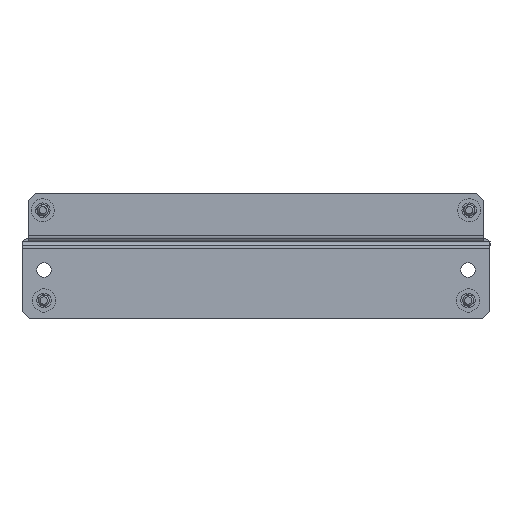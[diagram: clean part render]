
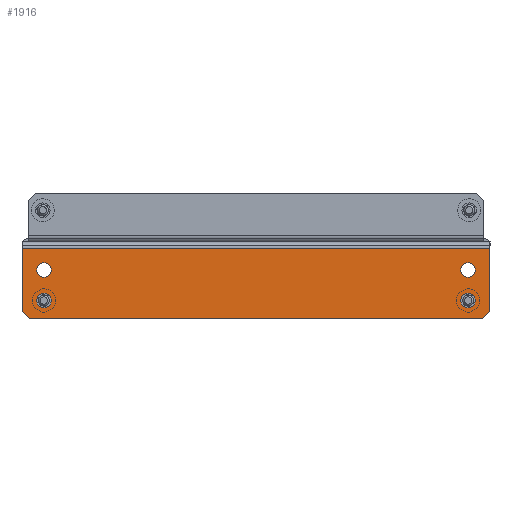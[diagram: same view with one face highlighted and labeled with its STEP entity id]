
A CAD part, left-side view. The second image highlights one B-rep face of the part: STEP entity #1916.
In plain terms, the highlighted face is planar.
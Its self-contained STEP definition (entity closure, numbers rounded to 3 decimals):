
#110 = CARTESIAN_POINT ( 'NONE',  ( -13.25, -1.5, -96. ) ) ;
#203 = EDGE_CURVE ( 'NONE', #7796, #219, #4326, .T. ) ;
#219 = VERTEX_POINT ( 'NONE', #7005 ) ;
#336 = EDGE_LOOP ( 'NONE', ( #5520, #8267 ) ) ;
#360 = CARTESIAN_POINT ( 'NONE',  ( 5.25, -1.5, -87. ) ) ;
#490 = FACE_BOUND ( 'NONE', #6178, .T. ) ;
#496 = VERTEX_POINT ( 'NONE', #360 ) ;
#555 = EDGE_CURVE ( 'NONE', #3882, #6311, #6100, .T. ) ;
#610 = EDGE_CURVE ( 'NONE', #4545, #4573, #2888, .T. ) ;
#634 = CIRCLE ( 'NONE', #3460, 3. ) ;
#657 = CARTESIAN_POINT ( 'NONE',  ( -1.25, -1.5, -87. ) ) ;
#822 = DIRECTION ( 'NONE',  ( 0.707, 0., 0.707 ) ) ;
#970 = VECTOR ( 'NONE', #8512, 1000. ) ;
#1098 = EDGE_CURVE ( 'NONE', #1504, #5985, #5110, .T. ) ;
#1108 = AXIS2_PLACEMENT_3D ( 'NONE', #2839, #6348, #2787 ) ;
#1298 = CIRCLE ( 'NONE', #5173, 3. ) ;
#1464 = LINE ( 'NONE', #2817, #6507 ) ;
#1504 = VERTEX_POINT ( 'NONE', #4842 ) ;
#1720 = DIRECTION ( 'NONE',  ( 0., -1., 0. ) ) ;
#1757 = CARTESIAN_POINT ( 'NONE',  ( -13.25, -1.5, 96. ) ) ;
#1916 = ADVANCED_FACE ( 'NONE', ( #490, #6137, #3337, #1917, #6315 ), #9180, .F. ) ;
#1917 = FACE_BOUND ( 'NONE', #9071, .T. ) ;
#2053 = AXIS2_PLACEMENT_3D ( 'NONE', #7767, #9215, #6968 ) ;
#2195 = CARTESIAN_POINT ( 'NONE',  ( -4.25, -1.5, -87. ) ) ;
#2259 = DIRECTION ( 'NONE',  ( 0., 1., 0. ) ) ;
#2273 = CARTESIAN_POINT ( 'NONE',  ( 15.75, -1.5, 93. ) ) ;
#2416 = ORIENTED_EDGE ( 'NONE', *, *, #7734, .T. ) ;
#2460 = ORIENTED_EDGE ( 'NONE', *, *, #6299, .F. ) ;
#2566 = DIRECTION ( 'NONE',  ( -1., 0., 0. ) ) ;
#2629 = CARTESIAN_POINT ( 'NONE',  ( 5.25, -1.5, 87. ) ) ;
#2636 = VECTOR ( 'NONE', #822, 1000. ) ;
#2649 = CIRCLE ( 'NONE', #8185, 3. ) ;
#2711 = ORIENTED_EDGE ( 'NONE', *, *, #555, .F. ) ;
#2752 = CARTESIAN_POINT ( 'NONE',  ( -15.75, -1.5, 96. ) ) ;
#2758 = DIRECTION ( 'NONE',  ( -1., 0., 0. ) ) ;
#2787 = DIRECTION ( 'NONE',  ( -1., 0., 0. ) ) ;
#2793 = ORIENTED_EDGE ( 'NONE', *, *, #8460, .T. ) ;
#2817 = CARTESIAN_POINT ( 'NONE',  ( 15.75, -1.5, 96. ) ) ;
#2839 = CARTESIAN_POINT ( 'NONE',  ( -4.25, -1.5, -87. ) ) ;
#2869 = ORIENTED_EDGE ( 'NONE', *, *, #5111, .T. ) ;
#2888 = CIRCLE ( 'NONE', #3634, 3. ) ;
#2980 = DIRECTION ( 'NONE',  ( -1., 0., 0. ) ) ;
#3084 = EDGE_LOOP ( 'NONE', ( #2793, #9063 ) ) ;
#3160 = ORIENTED_EDGE ( 'NONE', *, *, #6720, .T. ) ;
#3266 = VECTOR ( 'NONE', #3478, 1000. ) ;
#3337 = FACE_BOUND ( 'NONE', #3084, .T. ) ;
#3428 = EDGE_CURVE ( 'NONE', #496, #4677, #634, .T. ) ;
#3460 = AXIS2_PLACEMENT_3D ( 'NONE', #5383, #1720, #8247 ) ;
#3478 = DIRECTION ( 'NONE',  ( 0., 0., -1. ) ) ;
#3570 = CARTESIAN_POINT ( 'NONE',  ( 12.75, -1.5, 96. ) ) ;
#3587 = ORIENTED_EDGE ( 'NONE', *, *, #5525, .F. ) ;
#3634 = AXIS2_PLACEMENT_3D ( 'NONE', #3723, #2259, #2980 ) ;
#3656 = CARTESIAN_POINT ( 'NONE',  ( -13.25, -1.5, 96. ) ) ;
#3723 = CARTESIAN_POINT ( 'NONE',  ( 8.25, -1.5, 87. ) ) ;
#3882 = VERTEX_POINT ( 'NONE', #1757 ) ;
#3985 = DIRECTION ( 'NONE',  ( -1., 0., 0. ) ) ;
#4320 = LINE ( 'NONE', #3656, #3266 ) ;
#4326 = LINE ( 'NONE', #4939, #970 ) ;
#4458 = CARTESIAN_POINT ( 'NONE',  ( -4.25, -1.5, 87. ) ) ;
#4545 = VERTEX_POINT ( 'NONE', #2629 ) ;
#4573 = VERTEX_POINT ( 'NONE', #7255 ) ;
#4677 = VERTEX_POINT ( 'NONE', #5844 ) ;
#4842 = CARTESIAN_POINT ( 'NONE',  ( -1.25, -1.5, 87. ) ) ;
#4939 = CARTESIAN_POINT ( 'NONE',  ( -15.75, -1.5, -96. ) ) ;
#4967 = CARTESIAN_POINT ( 'NONE',  ( 8.25, -1.5, 87. ) ) ;
#5110 = CIRCLE ( 'NONE', #8845, 3. ) ;
#5111 = EDGE_CURVE ( 'NONE', #9053, #6311, #8716, .T. ) ;
#5134 = DIRECTION ( 'NONE',  ( -0.707, 0., 0.707 ) ) ;
#5173 = AXIS2_PLACEMENT_3D ( 'NONE', #4967, #6320, #2758 ) ;
#5378 = ORIENTED_EDGE ( 'NONE', *, *, #6025, .T. ) ;
#5383 = CARTESIAN_POINT ( 'NONE',  ( 8.25, -1.5, -87. ) ) ;
#5414 = VERTEX_POINT ( 'NONE', #6129 ) ;
#5441 = CIRCLE ( 'NONE', #1108, 3. ) ;
#5481 = CIRCLE ( 'NONE', #6979, 3. ) ;
#5520 = ORIENTED_EDGE ( 'NONE', *, *, #3428, .F. ) ;
#5525 = EDGE_CURVE ( 'NONE', #8474, #5414, #5441, .T. ) ;
#5610 = DIRECTION ( 'NONE',  ( 0., 1., 0. ) ) ;
#5844 = CARTESIAN_POINT ( 'NONE',  ( 11.25, -1.5, -87. ) ) ;
#5971 = ORIENTED_EDGE ( 'NONE', *, *, #203, .T. ) ;
#5978 = VERTEX_POINT ( 'NONE', #8737 ) ;
#5985 = VERTEX_POINT ( 'NONE', #7278 ) ;
#6001 = DIRECTION ( 'NONE',  ( 0., -1., 0. ) ) ;
#6011 = LINE ( 'NONE', #8080, #2636 ) ;
#6025 = EDGE_CURVE ( 'NONE', #219, #5978, #6011, .T. ) ;
#6100 = LINE ( 'NONE', #8271, #7682 ) ;
#6129 = CARTESIAN_POINT ( 'NONE',  ( -7.25, -1.5, -87. ) ) ;
#6137 = FACE_BOUND ( 'NONE', #336, .T. ) ;
#6178 = EDGE_LOOP ( 'NONE', ( #7986, #3587 ) ) ;
#6299 = EDGE_CURVE ( 'NONE', #9053, #5978, #1464, .T. ) ;
#6311 = VERTEX_POINT ( 'NONE', #3570 ) ;
#6315 = FACE_OUTER_BOUND ( 'NONE', #8908, .T. ) ;
#6320 = DIRECTION ( 'NONE',  ( 0., 1., 0. ) ) ;
#6348 = DIRECTION ( 'NONE',  ( 0., -1., 0. ) ) ;
#6437 = EDGE_CURVE ( 'NONE', #5414, #8474, #5481, .T. ) ;
#6507 = VECTOR ( 'NONE', #8588, 1000. ) ;
#6687 = AXIS2_PLACEMENT_3D ( 'NONE', #2752, #5610, #3985 ) ;
#6720 = EDGE_CURVE ( 'NONE', #4573, #4545, #1298, .T. ) ;
#6863 = VECTOR ( 'NONE', #5134, 1000. ) ;
#6968 = DIRECTION ( 'NONE',  ( -1., 0., 0. ) ) ;
#6979 = AXIS2_PLACEMENT_3D ( 'NONE', #2195, #6001, #7267 ) ;
#7005 = CARTESIAN_POINT ( 'NONE',  ( 12.75, -1.5, -96. ) ) ;
#7122 = EDGE_CURVE ( 'NONE', #4677, #496, #2649, .T. ) ;
#7255 = CARTESIAN_POINT ( 'NONE',  ( 11.25, -1.5, 87. ) ) ;
#7267 = DIRECTION ( 'NONE',  ( -1., 0., 0. ) ) ;
#7278 = CARTESIAN_POINT ( 'NONE',  ( -7.25, -1.5, 87. ) ) ;
#7682 = VECTOR ( 'NONE', #8979, 1000. ) ;
#7710 = CARTESIAN_POINT ( 'NONE',  ( 8.25, -1.5, -87. ) ) ;
#7734 = EDGE_CURVE ( 'NONE', #3882, #7796, #4320, .T. ) ;
#7753 = CIRCLE ( 'NONE', #2053, 3. ) ;
#7767 = CARTESIAN_POINT ( 'NONE',  ( -4.25, -1.5, 87. ) ) ;
#7796 = VERTEX_POINT ( 'NONE', #110 ) ;
#7986 = ORIENTED_EDGE ( 'NONE', *, *, #6437, .F. ) ;
#8080 = CARTESIAN_POINT ( 'NONE',  ( 12.75, -1.5, -96. ) ) ;
#8185 = AXIS2_PLACEMENT_3D ( 'NONE', #7710, #8994, #2566 ) ;
#8247 = DIRECTION ( 'NONE',  ( -1., 0., 0. ) ) ;
#8267 = ORIENTED_EDGE ( 'NONE', *, *, #7122, .F. ) ;
#8271 = CARTESIAN_POINT ( 'NONE',  ( -15.75, -1.5, 96. ) ) ;
#8460 = EDGE_CURVE ( 'NONE', #5985, #1504, #7753, .T. ) ;
#8474 = VERTEX_POINT ( 'NONE', #657 ) ;
#8512 = DIRECTION ( 'NONE',  ( 1., 0., 0. ) ) ;
#8528 = CARTESIAN_POINT ( 'NONE',  ( 15.75, -1.5, 93. ) ) ;
#8552 = DIRECTION ( 'NONE',  ( -1., 0., 0. ) ) ;
#8588 = DIRECTION ( 'NONE',  ( 0., 0., -1. ) ) ;
#8595 = DIRECTION ( 'NONE',  ( 0., 1., 0. ) ) ;
#8716 = LINE ( 'NONE', #2273, #6863 ) ;
#8737 = CARTESIAN_POINT ( 'NONE',  ( 15.75, -1.5, -93. ) ) ;
#8845 = AXIS2_PLACEMENT_3D ( 'NONE', #4458, #8595, #8552 ) ;
#8908 = EDGE_LOOP ( 'NONE', ( #2460, #2869, #2711, #2416, #5971, #5378 ) ) ;
#8979 = DIRECTION ( 'NONE',  ( 1., 0., 0. ) ) ;
#8994 = DIRECTION ( 'NONE',  ( 0., -1., 0. ) ) ;
#9053 = VERTEX_POINT ( 'NONE', #8528 ) ;
#9063 = ORIENTED_EDGE ( 'NONE', *, *, #1098, .T. ) ;
#9071 = EDGE_LOOP ( 'NONE', ( #9084, #3160 ) ) ;
#9084 = ORIENTED_EDGE ( 'NONE', *, *, #610, .T. ) ;
#9180 = PLANE ( 'NONE',  #6687 ) ;
#9215 = DIRECTION ( 'NONE',  ( 0., 1., 0. ) ) ;
